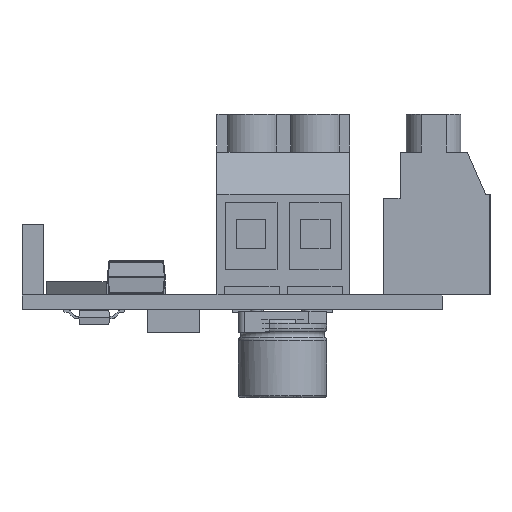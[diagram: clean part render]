
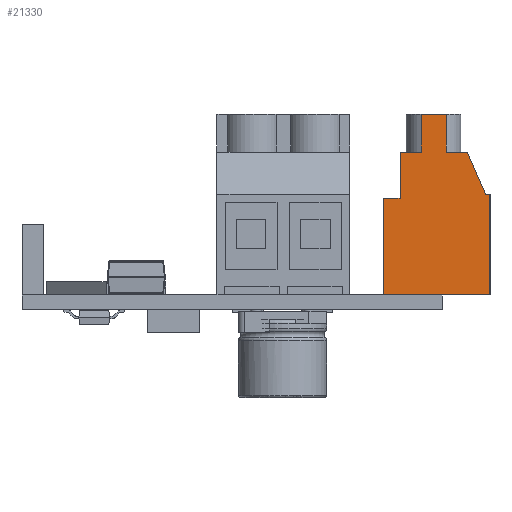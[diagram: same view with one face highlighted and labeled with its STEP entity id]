
A CAD part, left-side view. The second image highlights one B-rep face of the part: STEP entity #21330.
In plain terms, the highlighted planar face has unit normal (-1, 0, 0).
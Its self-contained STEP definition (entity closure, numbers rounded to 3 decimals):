
#1522=FACE_OUTER_BOUND('',#2820,.T.);
#2820=EDGE_LOOP('',(#17686,#17687,#17688,#17689,#17690,#17691,#17692,#17693,
#17694,#17695,#17696,#17697));
#5389=LINE('',#34809,#7637);
#5397=LINE('',#34828,#7645);
#5412=LINE('',#34870,#7660);
#5429=LINE('',#34928,#7677);
#5432=LINE('',#34934,#7680);
#5436=LINE('',#34941,#7684);
#5443=LINE('',#34954,#7691);
#5444=LINE('',#34956,#7692);
#5445=LINE('',#34957,#7693);
#5446=LINE('',#34959,#7694);
#5447=LINE('',#34960,#7695);
#5448=LINE('',#34961,#7696);
#7637=VECTOR('',#27883,10.);
#7645=VECTOR('',#27901,10.);
#7660=VECTOR('',#27942,10.);
#7677=VECTOR('',#28001,10.);
#7680=VECTOR('',#28006,10.);
#7684=VECTOR('',#28012,10.);
#7691=VECTOR('',#28023,10.);
#7692=VECTOR('',#28024,10.);
#7693=VECTOR('',#28025,10.);
#7694=VECTOR('',#28026,10.);
#7695=VECTOR('',#28027,10.);
#7696=VECTOR('',#28028,10.);
#9647=VERTEX_POINT('',#34806);
#9648=VERTEX_POINT('',#34808);
#9652=VERTEX_POINT('',#34822);
#9654=VERTEX_POINT('',#34826);
#9668=VERTEX_POINT('',#34868);
#9687=VERTEX_POINT('',#34925);
#9688=VERTEX_POINT('',#34927);
#9690=VERTEX_POINT('',#34933);
#9692=VERTEX_POINT('',#34939);
#9696=VERTEX_POINT('',#34953);
#9697=VERTEX_POINT('',#34955);
#9698=VERTEX_POINT('',#34958);
#12353=EDGE_CURVE('',#9648,#9647,#5389,.T.);
#12363=EDGE_CURVE('',#9652,#9654,#5397,.T.);
#12384=EDGE_CURVE('',#9654,#9668,#5412,.T.);
#12411=EDGE_CURVE('',#9688,#9687,#5429,.T.);
#12414=EDGE_CURVE('',#9690,#9688,#5432,.T.);
#12418=EDGE_CURVE('',#9668,#9692,#5436,.T.);
#12425=EDGE_CURVE('',#9692,#9696,#5443,.T.);
#12426=EDGE_CURVE('',#9697,#9696,#5444,.T.);
#12427=EDGE_CURVE('',#9697,#9648,#5445,.T.);
#12428=EDGE_CURVE('',#9647,#9698,#5446,.T.);
#12429=EDGE_CURVE('',#9698,#9690,#5447,.T.);
#12430=EDGE_CURVE('',#9652,#9687,#5448,.T.);
#17686=ORIENTED_EDGE('',*,*,#12363,.T.);
#17687=ORIENTED_EDGE('',*,*,#12384,.T.);
#17688=ORIENTED_EDGE('',*,*,#12418,.T.);
#17689=ORIENTED_EDGE('',*,*,#12425,.T.);
#17690=ORIENTED_EDGE('',*,*,#12426,.F.);
#17691=ORIENTED_EDGE('',*,*,#12427,.T.);
#17692=ORIENTED_EDGE('',*,*,#12353,.T.);
#17693=ORIENTED_EDGE('',*,*,#12428,.T.);
#17694=ORIENTED_EDGE('',*,*,#12429,.T.);
#17695=ORIENTED_EDGE('',*,*,#12414,.T.);
#17696=ORIENTED_EDGE('',*,*,#12411,.T.);
#17697=ORIENTED_EDGE('',*,*,#12430,.F.);
#19320=PLANE('',#23030);
#21330=ADVANCED_FACE('',(#1522),#19320,.T.);
#23030=AXIS2_PLACEMENT_3D('',#34952,#28021,#28022);
#27883=DIRECTION('',(0.,0.,1.));
#27901=DIRECTION('',(0.,0.,-1.));
#27942=DIRECTION('',(0.,1.,0.));
#28001=DIRECTION('',(0.,0.,1.));
#28006=DIRECTION('',(0.,1.,0.));
#28012=DIRECTION('',(0.,0.,-1.));
#28021=DIRECTION('center_axis',(-1.,0.,0.));
#28022=DIRECTION('ref_axis',(0.,-1.,0.));
#28023=DIRECTION('',(0.,1.,0.));
#28024=DIRECTION('',(0.,0.,1.));
#28025=DIRECTION('',(0.,-1.,0.));
#28026=DIRECTION('',(0.,1.,0.));
#28027=DIRECTION('',(0.,0.403,0.915));
#28028=DIRECTION('',(0.,-1.,0.));
#34806=CARTESIAN_POINT('',(-47.35,-30.7,-5.));
#34808=CARTESIAN_POINT('',(-47.35,-30.7,-17.));
#34809=CARTESIAN_POINT('',(-47.35,-30.7,-17.));
#34822=CARTESIAN_POINT('',(-47.35,-22.5,4.5));
#34826=CARTESIAN_POINT('',(-47.35,-22.5,0.));
#34828=CARTESIAN_POINT('',(-47.35,-22.5,-6.25));
#34868=CARTESIAN_POINT('',(-47.35,-20.,0.));
#34870=CARTESIAN_POINT('',(-47.35,-19.625,0.));
#34925=CARTESIAN_POINT('',(-47.35,-25.5,4.5));
#34927=CARTESIAN_POINT('',(-47.35,-25.5,0.));
#34928=CARTESIAN_POINT('',(-47.35,-25.5,-6.25));
#34933=CARTESIAN_POINT('',(-47.35,-28.,0.));
#34934=CARTESIAN_POINT('',(-47.35,-22.375,0.));
#34939=CARTESIAN_POINT('',(-47.35,-20.,-5.5));
#34941=CARTESIAN_POINT('',(-47.35,-20.,-6.25));
#34952=CARTESIAN_POINT('Origin',(-47.35,-18.,-17.));
#34953=CARTESIAN_POINT('',(-47.35,-18.,-5.5));
#34954=CARTESIAN_POINT('',(-47.35,-19.,-5.5));
#34955=CARTESIAN_POINT('',(-47.35,-18.,-17.));
#34956=CARTESIAN_POINT('',(-47.35,-18.,-17.));
#34957=CARTESIAN_POINT('',(-47.35,-18.,-17.));
#34958=CARTESIAN_POINT('',(-47.35,-30.2,-5.));
#34959=CARTESIAN_POINT('',(-47.35,-24.35,-5.));
#34960=CARTESIAN_POINT('',(-47.35,-31.422,-7.778));
#34961=CARTESIAN_POINT('',(-47.35,-18.,4.5));
